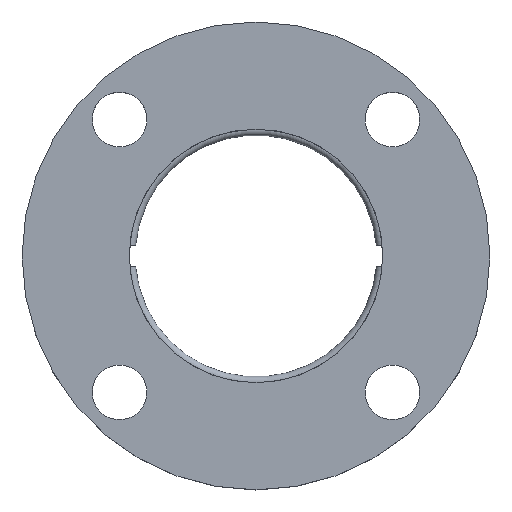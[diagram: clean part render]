
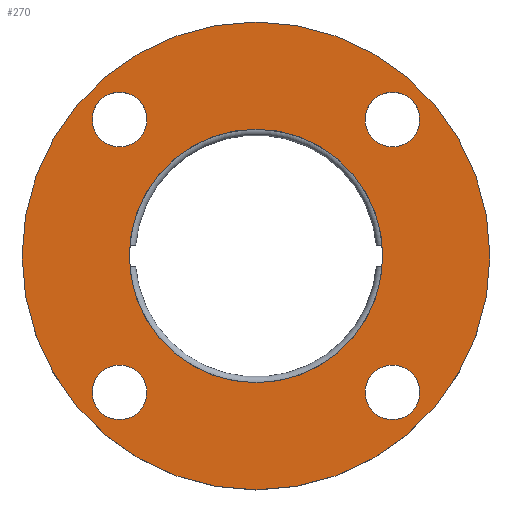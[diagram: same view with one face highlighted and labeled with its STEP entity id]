
A CAD part, top view. The second image highlights one B-rep face of the part: STEP entity #270.
In plain terms, the highlighted planar face has unit normal (0, 0, 1).
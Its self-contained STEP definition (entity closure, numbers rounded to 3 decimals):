
#7 = EDGE_CURVE ( 'NONE', #866, #1186, #309, .T. ) ;
#55 = AXIS2_PLACEMENT_3D ( 'NONE', #1268, #814, #121 ) ;
#60 = FACE_BOUND ( 'NONE', #618, .T. ) ;
#81 = VERTEX_POINT ( 'NONE', #252 ) ;
#85 = AXIS2_PLACEMENT_3D ( 'NONE', #525, #1330, #636 ) ;
#89 = ORIENTED_EDGE ( 'NONE', *, *, #1149, .F. ) ;
#104 = CARTESIAN_POINT ( 'NONE',  ( 16.25, 0., 0. ) ) ;
#106 = EDGE_LOOP ( 'NONE', ( #504, #400 ) ) ;
#107 = DIRECTION ( 'NONE',  ( -1., 0., 0. ) ) ;
#108 = ORIENTED_EDGE ( 'NONE', *, *, #594, .T. ) ;
#111 = PLANE ( 'NONE',  #55 ) ;
#121 = DIRECTION ( 'NONE',  ( -1., 0., 0. ) ) ;
#122 = DIRECTION ( 'NONE',  ( -1., 0., 0. ) ) ;
#143 = AXIS2_PLACEMENT_3D ( 'NONE', #692, #1504, #811 ) ;
#160 = VERTEX_POINT ( 'NONE', #375 ) ;
#190 = EDGE_CURVE ( 'NONE', #1443, #1426, #407, .T. ) ;
#197 = ORIENTED_EDGE ( 'NONE', *, *, #7, .F. ) ;
#198 = ORIENTED_EDGE ( 'NONE', *, *, #1022, .T. ) ;
#208 = CIRCLE ( 'NONE', #579, 3.5 ) ;
#209 = CARTESIAN_POINT ( 'NONE',  ( 0., 0., 0. ) ) ;
#225 = CIRCLE ( 'NONE', #1074, 16.25 ) ;
#228 = CARTESIAN_POINT ( 'NONE',  ( 17.5, -17.5, 0. ) ) ;
#229 = CARTESIAN_POINT ( 'NONE',  ( -30., 0., 0. ) ) ;
#243 = CARTESIAN_POINT ( 'NONE',  ( 17.5, -17.5, 0. ) ) ;
#252 = CARTESIAN_POINT ( 'NONE',  ( -21., -17.5, 0. ) ) ;
#258 = CARTESIAN_POINT ( 'NONE',  ( 0., 0., 0. ) ) ;
#270 = ADVANCED_FACE ( 'NONE', ( #1212, #634, #60, #893, #589, #290 ), #111, .F. ) ;
#274 = CARTESIAN_POINT ( 'NONE',  ( 17.5, 17.5, 0. ) ) ;
#280 = CIRCLE ( 'NONE', #785, 3.5 ) ;
#290 = FACE_OUTER_BOUND ( 'NONE', #1478, .T. ) ;
#297 = DIRECTION ( 'NONE',  ( 0., 0., 1. ) ) ;
#304 = ORIENTED_EDGE ( 'NONE', *, *, #526, .T. ) ;
#305 = ORIENTED_EDGE ( 'NONE', *, *, #810, .T. ) ;
#309 = CIRCLE ( 'NONE', #1344, 16.25 ) ;
#316 = AXIS2_PLACEMENT_3D ( 'NONE', #1286, #592, #1405 ) ;
#328 = VERTEX_POINT ( 'NONE', #1403 ) ;
#334 = CARTESIAN_POINT ( 'NONE',  ( 0., 0., 0. ) ) ;
#346 = DIRECTION ( 'NONE',  ( -1., 0., 0. ) ) ;
#365 = DIRECTION ( 'NONE',  ( -1., 0., 0. ) ) ;
#375 = CARTESIAN_POINT ( 'NONE',  ( -14., -17.5, 0. ) ) ;
#381 = DIRECTION ( 'NONE',  ( 1., 0., 0. ) ) ;
#400 = ORIENTED_EDGE ( 'NONE', *, *, #1378, .T. ) ;
#407 = CIRCLE ( 'NONE', #1154, 30. ) ;
#450 = ORIENTED_EDGE ( 'NONE', *, *, #551, .T. ) ;
#454 = VERTEX_POINT ( 'NONE', #563 ) ;
#461 = DIRECTION ( 'NONE',  ( 1., 0., 0. ) ) ;
#504 = ORIENTED_EDGE ( 'NONE', *, *, #1483, .T. ) ;
#525 = CARTESIAN_POINT ( 'NONE',  ( -17.5, -17.5, 0. ) ) ;
#526 = EDGE_CURVE ( 'NONE', #607, #454, #664, .T. ) ;
#551 = EDGE_CURVE ( 'NONE', #1334, #328, #991, .T. ) ;
#563 = CARTESIAN_POINT ( 'NONE',  ( 14., 17.5, 0. ) ) ;
#576 = ORIENTED_EDGE ( 'NONE', *, *, #880, .T. ) ;
#579 = AXIS2_PLACEMENT_3D ( 'NONE', #274, #1095, #1171 ) ;
#588 = DIRECTION ( 'NONE',  ( 0., 0., 1. ) ) ;
#589 = FACE_BOUND ( 'NONE', #1467, .T. ) ;
#592 = DIRECTION ( 'NONE',  ( 0., 0., -1. ) ) ;
#594 = EDGE_CURVE ( 'NONE', #1426, #1443, #897, .T. ) ;
#607 = VERTEX_POINT ( 'NONE', #722 ) ;
#618 = EDGE_LOOP ( 'NONE', ( #198, #305 ) ) ;
#622 = EDGE_LOOP ( 'NONE', ( #450, #576 ) ) ;
#629 = CIRCLE ( 'NONE', #1213, 3.5 ) ;
#634 = FACE_BOUND ( 'NONE', #622, .T. ) ;
#636 = DIRECTION ( 'NONE',  ( -1., 0., 0. ) ) ;
#656 = EDGE_CURVE ( 'NONE', #454, #607, #208, .T. ) ;
#664 = CIRCLE ( 'NONE', #914, 3.5 ) ;
#692 = CARTESIAN_POINT ( 'NONE',  ( -17.5, -17.5, 0. ) ) ;
#708 = CARTESIAN_POINT ( 'NONE',  ( -16.25, 0., 0. ) ) ;
#722 = CARTESIAN_POINT ( 'NONE',  ( 21., 17.5, 0. ) ) ;
#728 = CIRCLE ( 'NONE', #143, 3.5 ) ;
#733 = CARTESIAN_POINT ( 'NONE',  ( -14., 17.5, 0. ) ) ;
#785 = AXIS2_PLACEMENT_3D ( 'NONE', #228, #1039, #346 ) ;
#804 = DIRECTION ( 'NONE',  ( 0., 0., -1. ) ) ;
#810 = EDGE_CURVE ( 'NONE', #160, #81, #1028, .T. ) ;
#811 = DIRECTION ( 'NONE',  ( -1., 0., 0. ) ) ;
#814 = DIRECTION ( 'NONE',  ( 0., 0., -1. ) ) ;
#815 = DIRECTION ( 'NONE',  ( 0., 0., -1. ) ) ;
#866 = VERTEX_POINT ( 'NONE', #104 ) ;
#880 = EDGE_CURVE ( 'NONE', #328, #1334, #280, .T. ) ;
#893 = FACE_BOUND ( 'NONE', #106, .T. ) ;
#897 = CIRCLE ( 'NONE', #1462, 30. ) ;
#903 = CARTESIAN_POINT ( 'NONE',  ( 14., -17.5, 0. ) ) ;
#914 = AXIS2_PLACEMENT_3D ( 'NONE', #1507, #815, #122 ) ;
#991 = CIRCLE ( 'NONE', #1150, 3.5 ) ;
#1022 = EDGE_CURVE ( 'NONE', #81, #160, #728, .T. ) ;
#1024 = ORIENTED_EDGE ( 'NONE', *, *, #190, .T. ) ;
#1028 = CIRCLE ( 'NONE', #85, 3.5 ) ;
#1039 = DIRECTION ( 'NONE',  ( 0., 0., -1. ) ) ;
#1055 = DIRECTION ( 'NONE',  ( 0., 0., -1. ) ) ;
#1071 = DIRECTION ( 'NONE',  ( 0., 0., 1. ) ) ;
#1074 = AXIS2_PLACEMENT_3D ( 'NONE', #1280, #588, #1401 ) ;
#1095 = DIRECTION ( 'NONE',  ( 0., 0., -1. ) ) ;
#1105 = EDGE_LOOP ( 'NONE', ( #1243, #304 ) ) ;
#1143 = CARTESIAN_POINT ( 'NONE',  ( 30., 0., 0. ) ) ;
#1147 = DIRECTION ( 'NONE',  ( 0., 0., 1. ) ) ;
#1149 = EDGE_CURVE ( 'NONE', #1186, #866, #225, .T. ) ;
#1150 = AXIS2_PLACEMENT_3D ( 'NONE', #243, #1055, #365 ) ;
#1154 = AXIS2_PLACEMENT_3D ( 'NONE', #334, #1147, #461 ) ;
#1171 = DIRECTION ( 'NONE',  ( -1., 0., 0. ) ) ;
#1186 = VERTEX_POINT ( 'NONE', #708 ) ;
#1212 = FACE_BOUND ( 'NONE', #1105, .T. ) ;
#1213 = AXIS2_PLACEMENT_3D ( 'NONE', #1490, #804, #107 ) ;
#1243 = ORIENTED_EDGE ( 'NONE', *, *, #656, .T. ) ;
#1268 = CARTESIAN_POINT ( 'NONE',  ( -16.25, 0., 0. ) ) ;
#1270 = DIRECTION ( 'NONE',  ( 1., 0., 0. ) ) ;
#1280 = CARTESIAN_POINT ( 'NONE',  ( 0., 0., 0. ) ) ;
#1285 = VERTEX_POINT ( 'NONE', #733 ) ;
#1286 = CARTESIAN_POINT ( 'NONE',  ( -17.5, 17.5, 0. ) ) ;
#1330 = DIRECTION ( 'NONE',  ( 0., 0., -1. ) ) ;
#1334 = VERTEX_POINT ( 'NONE', #903 ) ;
#1344 = AXIS2_PLACEMENT_3D ( 'NONE', #209, #297, #1270 ) ;
#1374 = CARTESIAN_POINT ( 'NONE',  ( -21., 17.5, 0. ) ) ;
#1378 = EDGE_CURVE ( 'NONE', #1285, #1415, #629, .T. ) ;
#1393 = CIRCLE ( 'NONE', #316, 3.5 ) ;
#1401 = DIRECTION ( 'NONE',  ( 1., 0., 0. ) ) ;
#1403 = CARTESIAN_POINT ( 'NONE',  ( 21., -17.5, 0. ) ) ;
#1405 = DIRECTION ( 'NONE',  ( -1., 0., 0. ) ) ;
#1415 = VERTEX_POINT ( 'NONE', #1374 ) ;
#1426 = VERTEX_POINT ( 'NONE', #1143 ) ;
#1443 = VERTEX_POINT ( 'NONE', #229 ) ;
#1462 = AXIS2_PLACEMENT_3D ( 'NONE', #258, #1071, #381 ) ;
#1467 = EDGE_LOOP ( 'NONE', ( #197, #89 ) ) ;
#1478 = EDGE_LOOP ( 'NONE', ( #108, #1024 ) ) ;
#1483 = EDGE_CURVE ( 'NONE', #1415, #1285, #1393, .T. ) ;
#1490 = CARTESIAN_POINT ( 'NONE',  ( -17.5, 17.5, 0. ) ) ;
#1504 = DIRECTION ( 'NONE',  ( 0., 0., -1. ) ) ;
#1507 = CARTESIAN_POINT ( 'NONE',  ( 17.5, 17.5, 0. ) ) ;
